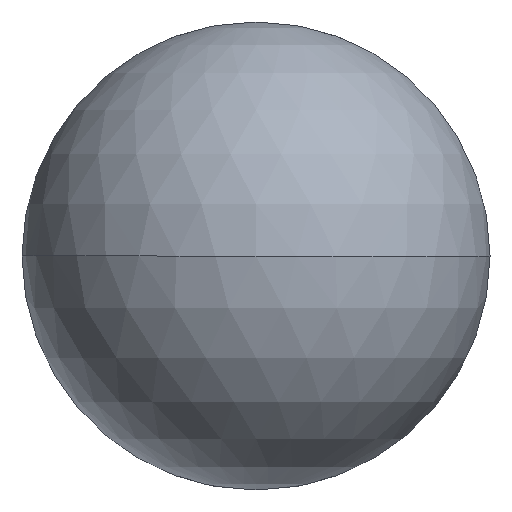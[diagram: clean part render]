
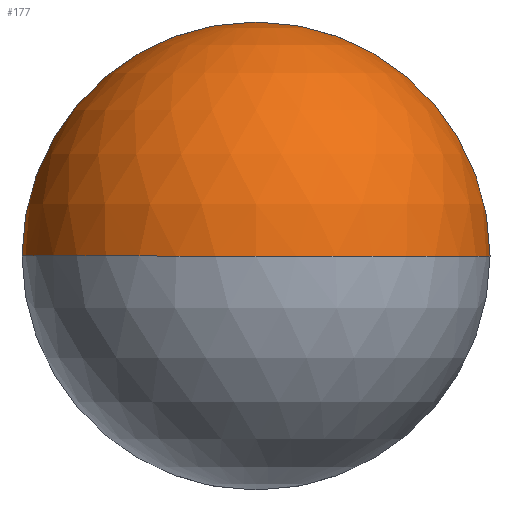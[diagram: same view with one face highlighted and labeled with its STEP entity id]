
A CAD part, front view. The second image highlights one B-rep face of the part: STEP entity #177.
In plain terms, the highlighted spherical face has radius 4.763 mm.
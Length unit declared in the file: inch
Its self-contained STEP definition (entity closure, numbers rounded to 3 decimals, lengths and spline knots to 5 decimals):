
#31 = CIRCLE ( 'NONE', #332, 0.1875 ) ;
#34 = ORIENTED_EDGE ( 'NONE', *, *, #150, .T. ) ;
#42 = DIRECTION ( 'NONE',  ( 0., -1., 0. ) ) ;
#49 = DIRECTION ( 'NONE',  ( 0., 0., 1. ) ) ;
#53 = VERTEX_POINT ( 'NONE', #68 ) ;
#59 = CARTESIAN_POINT ( 'NONE',  ( 0., 0.1875, 0. ) ) ;
#62 = CARTESIAN_POINT ( 'NONE',  ( 0., 0., 0. ) ) ;
#68 = CARTESIAN_POINT ( 'NONE',  ( 0.1875, 0.1875, 0. ) ) ;
#74 = CARTESIAN_POINT ( 'NONE',  ( -0.1875, 0.1875, 0. ) ) ;
#85 = VERTEX_POINT ( 'NONE', #74 ) ;
#91 = DIRECTION ( 'NONE',  ( 0., -1., 0. ) ) ;
#94 = SPHERICAL_SURFACE ( 'NONE', #174, 0.1875 ) ;
#96 = DIRECTION ( 'NONE',  ( 0., 0., 1. ) ) ;
#102 = CIRCLE ( 'NONE', #300, 0.1875 ) ;
#104 = DIRECTION ( 'NONE',  ( 0., 0., -1. ) ) ;
#115 = CARTESIAN_POINT ( 'NONE',  ( 0., 0.1875, 0. ) ) ;
#117 = DIRECTION ( 'NONE',  ( 0., 0., -1. ) ) ;
#150 = EDGE_CURVE ( 'NONE', #85, #247, #267, .T. ) ;
#152 = AXIS2_PLACEMENT_3D ( 'NONE', #335, #49, #157 ) ;
#157 = DIRECTION ( 'NONE',  ( 1., 0., 0. ) ) ;
#174 = AXIS2_PLACEMENT_3D ( 'NONE', #198, #96, #261 ) ;
#177 = ADVANCED_FACE ( 'NONE', ( #272 ), #94, .T. ) ;
#186 = EDGE_LOOP ( 'NONE', ( #369, #34, #243, #365 ) ) ;
#193 = CARTESIAN_POINT ( 'NONE',  ( 0., 0.1875, 0.1875 ) ) ;
#198 = CARTESIAN_POINT ( 'NONE',  ( 0., 0.1875, 0. ) ) ;
#207 = AXIS2_PLACEMENT_3D ( 'NONE', #268, #42, #104 ) ;
#243 = ORIENTED_EDGE ( 'NONE', *, *, #307, .F. ) ;
#247 = VERTEX_POINT ( 'NONE', #62 ) ;
#254 = DIRECTION ( 'NONE',  ( 0., 0., -1. ) ) ;
#261 = DIRECTION ( 'NONE',  ( 1., 0., 0. ) ) ;
#267 = CIRCLE ( 'NONE', #152, 0.1875 ) ;
#268 = CARTESIAN_POINT ( 'NONE',  ( 0., 0.1875, 0. ) ) ;
#272 = FACE_OUTER_BOUND ( 'NONE', #186, .T. ) ;
#274 = VERTEX_POINT ( 'NONE', #193 ) ;
#291 = EDGE_CURVE ( 'NONE', #53, #274, #31, .T. ) ;
#300 = AXIS2_PLACEMENT_3D ( 'NONE', #59, #117, #352 ) ;
#307 = EDGE_CURVE ( 'NONE', #53, #247, #102, .T. ) ;
#332 = AXIS2_PLACEMENT_3D ( 'NONE', #115, #91, #254 ) ;
#334 = EDGE_CURVE ( 'NONE', #274, #85, #356, .T. ) ;
#335 = CARTESIAN_POINT ( 'NONE',  ( 0., 0.1875, 0. ) ) ;
#352 = DIRECTION ( 'NONE',  ( -1., 0., 0. ) ) ;
#356 = CIRCLE ( 'NONE', #207, 0.1875 ) ;
#365 = ORIENTED_EDGE ( 'NONE', *, *, #291, .T. ) ;
#369 = ORIENTED_EDGE ( 'NONE', *, *, #334, .T. ) ;
